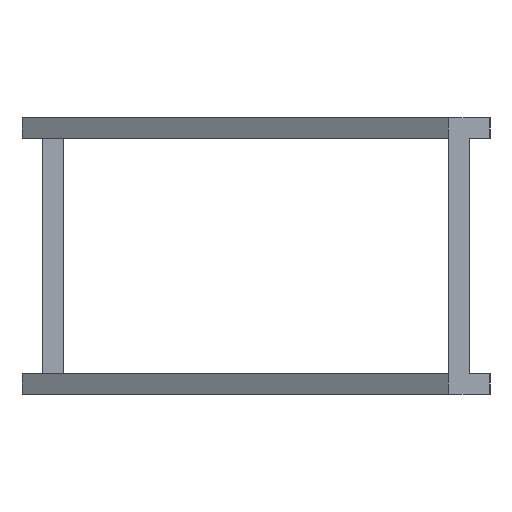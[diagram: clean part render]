
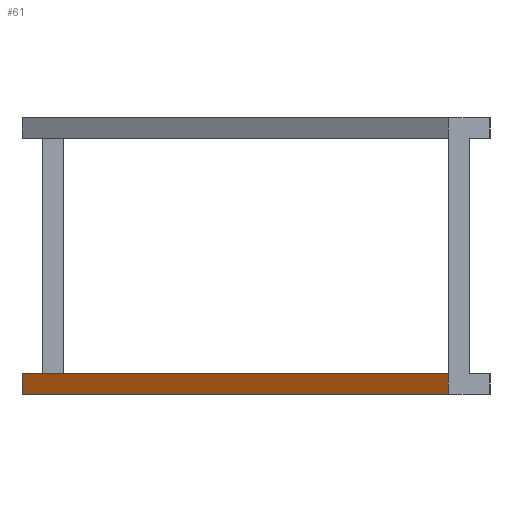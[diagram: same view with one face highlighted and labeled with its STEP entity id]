
A CAD part, left-side view. The second image highlights one B-rep face of the part: STEP entity #61.
In plain terms, the highlighted planar face has unit normal (-0.835, 0.55, 0).
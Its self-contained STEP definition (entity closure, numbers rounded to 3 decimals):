
#61=ADVANCED_FACE('',(#249),#250,.F.);
#249=FACE_OUTER_BOUND('',#593,.T.);
#250=PLANE('',#594);
#593=EDGE_LOOP('',(#1154,#1155,#1156,#1157));
#594=AXIS2_PLACEMENT_3D('',#1158,#1159,#1160);
#1154=ORIENTED_EDGE('',*,*,#2415,.T.);
#1155=ORIENTED_EDGE('',*,*,#2515,.F.);
#1156=ORIENTED_EDGE('',*,*,#2374,.F.);
#1157=ORIENTED_EDGE('',*,*,#2536,.T.);
#1158=CARTESIAN_POINT('',(-30.81,12.0,6.0));
#1159=DIRECTION('',(0.835,-0.55,0.0));
#1160=DIRECTION('',(0.0,0.0,-1.0));
#2374=EDGE_CURVE('',#2874,#2816,#2876,.T.);
#2415=EDGE_CURVE('',#2954,#2952,#2955,.T.);
#2515=EDGE_CURVE('',#2816,#2952,#3115,.T.);
#2536=EDGE_CURVE('',#2874,#2954,#3148,.T.);
#2816=VERTEX_POINT('',#3544);
#2874=VERTEX_POINT('',#3632);
#2876=LINE('',#3635,#3636);
#2952=VERTEX_POINT('',#3751);
#2954=VERTEX_POINT('',#3754);
#2955=LINE('',#3755,#3756);
#3115=LINE('',#4015,#4016);
#3148=LINE('',#4069,#4070);
#3544=CARTESIAN_POINT('',(-30.81,12.0,6.0));
#3632=CARTESIAN_POINT('',(50.297,135.244,6.0));
#3635=CARTESIAN_POINT('',(-30.81,12.0,6.0));
#3636=VECTOR('',#4774,1000.0);
#3751=CARTESIAN_POINT('',(-30.81,12.0,0.));
#3754=CARTESIAN_POINT('',(50.297,135.244,0.0));
#3755=CARTESIAN_POINT('',(-30.81,12.0,0.0));
#3756=VECTOR('',#4815,1000.0);
#4015=CARTESIAN_POINT('',(-30.81,12.0,6.0));
#4016=VECTOR('',#4915,1000.0);
#4069=CARTESIAN_POINT('',(50.297,135.244,6.0));
#4070=VECTOR('',#4936,1000.0);
#4774=DIRECTION('',(-0.55,-0.835,-0.0));
#4815=DIRECTION('',(-0.55,-0.835,-0.0));
#4915=DIRECTION('',(-0.0,-0.0,-1.0));
#4936=DIRECTION('',(-0.0,-0.0,-1.0));
